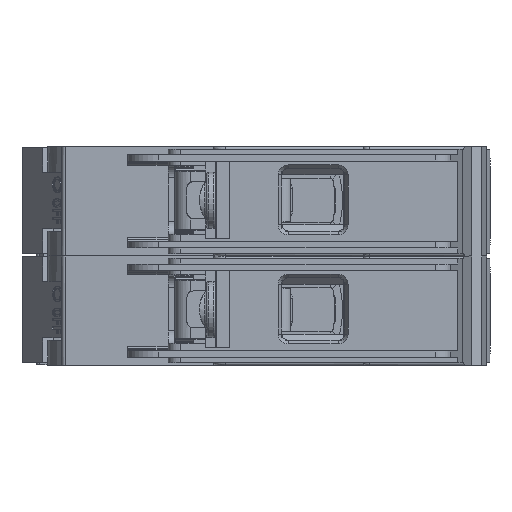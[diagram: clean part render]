
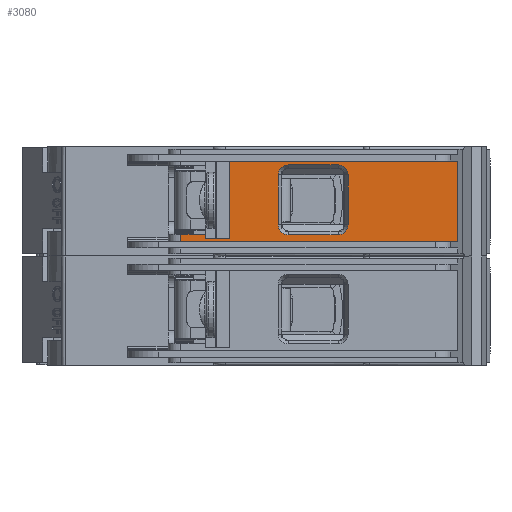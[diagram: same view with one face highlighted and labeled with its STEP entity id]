
A CAD part, left-side view. The second image highlights one B-rep face of the part: STEP entity #3080.
In plain terms, the highlighted planar face has unit normal (-1, 0, 0).
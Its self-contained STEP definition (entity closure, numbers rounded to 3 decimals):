
#672=FACE_BOUND('',#8965,.T.);
#673=FACE_BOUND('',#8966,.T.);
#3080=ADVANCED_FACE('',(#672,#673),#4903,.T.);
#4903=PLANE('',#42648);
#8965=EDGE_LOOP('',(#18089,#18090,#18091,#18092,#18093,#18094,#18095,#18096));
#8966=EDGE_LOOP('',(#18097,#18098,#18099,#18100,#18101,#18102,#18103,#18104));
#10845=CIRCLE('',#42632,1.577);
#10846=CIRCLE('',#42636,1.577);
#10847=CIRCLE('',#42638,1.577);
#10850=CIRCLE('',#42644,1.577);
#18089=ORIENTED_EDGE('',*,*,#27355,.F.);
#18090=ORIENTED_EDGE('',*,*,#30048,.F.);
#18091=ORIENTED_EDGE('',*,*,#30103,.T.);
#18092=ORIENTED_EDGE('',*,*,#30084,.F.);
#18093=ORIENTED_EDGE('',*,*,#30066,.F.);
#18094=ORIENTED_EDGE('',*,*,#27383,.T.);
#18095=ORIENTED_EDGE('',*,*,#30164,.T.);
#18096=ORIENTED_EDGE('',*,*,#27362,.T.);
#18097=ORIENTED_EDGE('',*,*,#30181,.T.);
#18098=ORIENTED_EDGE('',*,*,#30186,.T.);
#18099=ORIENTED_EDGE('',*,*,#30182,.T.);
#18100=ORIENTED_EDGE('',*,*,#30176,.T.);
#18101=ORIENTED_EDGE('',*,*,#30171,.T.);
#18102=ORIENTED_EDGE('',*,*,#30167,.T.);
#18103=ORIENTED_EDGE('',*,*,#30170,.T.);
#18104=ORIENTED_EDGE('',*,*,#30175,.T.);
#23574=VERTEX_POINT('',#56669);
#23575=VERTEX_POINT('',#56671);
#23580=VERTEX_POINT('',#56684);
#23596=VERTEX_POINT('',#56722);
#23597=VERTEX_POINT('',#56724);
#25221=VERTEX_POINT('',#64154);
#25230=VERTEX_POINT('',#64190);
#25246=VERTEX_POINT('',#64230);
#25289=VERTEX_POINT('',#64390);
#25290=VERTEX_POINT('',#64392);
#25291=VERTEX_POINT('',#64397);
#25292=VERTEX_POINT('',#64401);
#25293=VERTEX_POINT('',#64406);
#25294=VERTEX_POINT('',#64410);
#25296=VERTEX_POINT('',#64417);
#25297=VERTEX_POINT('',#64421);
#27355=EDGE_CURVE('',#23574,#23575,#33048,.T.);
#27362=EDGE_CURVE('',#23580,#23575,#33055,.T.);
#27383=EDGE_CURVE('',#23597,#23596,#33076,.T.);
#30048=EDGE_CURVE('',#25221,#23574,#34939,.T.);
#30066=EDGE_CURVE('',#23597,#25230,#34954,.T.);
#30084=EDGE_CURVE('',#25230,#25246,#34968,.T.);
#30103=EDGE_CURVE('',#25221,#25246,#34980,.T.);
#30164=EDGE_CURVE('',#23596,#23580,#35023,.T.);
#30167=EDGE_CURVE('',#25289,#25290,#10845,.T.);
#30170=EDGE_CURVE('',#25290,#25291,#35028,.T.);
#30171=EDGE_CURVE('',#25292,#25289,#35029,.T.);
#30175=EDGE_CURVE('',#25291,#25293,#10846,.T.);
#30176=EDGE_CURVE('',#25294,#25292,#10847,.T.);
#30181=EDGE_CURVE('',#25293,#25296,#35036,.T.);
#30182=EDGE_CURVE('',#25297,#25294,#35037,.T.);
#30186=EDGE_CURVE('',#25296,#25297,#10850,.T.);
#33048=LINE('',#56670,#37042);
#33055=LINE('',#56683,#37049);
#33076=LINE('',#56723,#37070);
#34939=LINE('',#64155,#38941);
#34954=LINE('',#64189,#38956);
#34968=LINE('',#64229,#38970);
#34980=LINE('',#64265,#38982);
#35023=LINE('',#64377,#39025);
#35028=LINE('',#64398,#39030);
#35029=LINE('',#64400,#39031);
#35036=LINE('',#64418,#39038);
#35037=LINE('',#64420,#39039);
#37042=VECTOR('',#45011,1.);
#37049=VECTOR('',#45020,1.);
#37070=VECTOR('',#45045,1.);
#38941=VECTOR('',#50424,1.);
#38956=VECTOR('',#50461,1.);
#38970=VECTOR('',#50495,1.);
#38982=VECTOR('',#50527,1.);
#39025=VECTOR('',#50650,1.);
#39030=VECTOR('',#50681,1.);
#39031=VECTOR('',#50684,1.);
#39038=VECTOR('',#50703,1.);
#39039=VECTOR('',#50706,1.);
#42632=AXIS2_PLACEMENT_3D('',#64393,#50675,#50676);
#42636=AXIS2_PLACEMENT_3D('',#64407,#50690,#50691);
#42638=AXIS2_PLACEMENT_3D('',#64409,#50694,#50695);
#42644=AXIS2_PLACEMENT_3D('',#64427,#50713,#50714);
#42648=AXIS2_PLACEMENT_3D('',#64431,#50721,#50722);
#45011=DIRECTION('',(0.,0.,-1.));
#45020=DIRECTION('',(0.,1.,0.));
#45045=DIRECTION('',(0.,1.,0.));
#50424=DIRECTION('',(0.,-1.,0.));
#50461=DIRECTION('',(0.,0.,-1.));
#50495=DIRECTION('',(0.,1.,0.));
#50527=DIRECTION('',(0.,0.,-1.));
#50650=DIRECTION('',(0.,0.,-1.));
#50675=DIRECTION('',(1.,0.,0.));
#50676=DIRECTION('',(0.,0.,-1.));
#50681=DIRECTION('',(0.,0.,1.));
#50684=DIRECTION('',(0.,1.,0.));
#50690=DIRECTION('',(1.,0.,0.));
#50691=DIRECTION('',(0.,0.,-1.));
#50694=DIRECTION('',(1.,0.,0.));
#50695=DIRECTION('',(0.,0.,-1.));
#50703=DIRECTION('',(0.,-1.,0.));
#50706=DIRECTION('',(0.,0.,-1.));
#50713=DIRECTION('',(1.,0.,0.));
#50714=DIRECTION('',(0.,0.,-1.));
#50721=DIRECTION('',(-1.,0.,0.));
#50722=DIRECTION('',(0.,0.,1.));
#56669=CARTESIAN_POINT('',(-32.3,-16.8,-14.));
#56670=CARTESIAN_POINT('',(-32.3,-16.8,-2.3));
#56671=CARTESIAN_POINT('',(-32.3,-16.8,-14.7));
#56683=CARTESIAN_POINT('',(-32.3,-20.6,-14.7));
#56684=CARTESIAN_POINT('',(-32.3,-20.6,-14.7));
#56722=CARTESIAN_POINT('',(-32.3,-20.6,-2.3));
#56723=CARTESIAN_POINT('',(-32.3,-57.892,-2.3));
#56724=CARTESIAN_POINT('',(-32.3,-57.13,-2.3));
#64154=CARTESIAN_POINT('',(-32.3,-12.8,-14.));
#64155=CARTESIAN_POINT('',(-32.3,-16.8,-14.));
#64189=CARTESIAN_POINT('',(-32.3,-57.13,112.51));
#64190=CARTESIAN_POINT('',(-32.3,-57.13,-15.2));
#64229=CARTESIAN_POINT('',(-32.3,-57.892,-15.2));
#64230=CARTESIAN_POINT('',(-32.3,-12.8,-15.2));
#64265=CARTESIAN_POINT('',(-32.3,-12.8,-8.75));
#64377=CARTESIAN_POINT('',(-32.3,-20.6,-2.3));
#64390=CARTESIAN_POINT('',(-32.3,-30.,-14.077));
#64392=CARTESIAN_POINT('',(-32.3,-28.423,-12.5));
#64393=CARTESIAN_POINT('',(-32.3,-30.,-12.5));
#64397=CARTESIAN_POINT('',(-32.3,-28.423,-4.5));
#64398=CARTESIAN_POINT('',(-32.3,-28.423,-4.5));
#64400=CARTESIAN_POINT('',(-32.3,-30.,-14.077));
#64401=CARTESIAN_POINT('',(-32.3,-38.,-14.077));
#64406=CARTESIAN_POINT('',(-32.3,-30.,-2.923));
#64407=CARTESIAN_POINT('',(-32.3,-30.,-4.5));
#64409=CARTESIAN_POINT('',(-32.3,-38.,-12.5));
#64410=CARTESIAN_POINT('',(-32.3,-39.577,-12.5));
#64417=CARTESIAN_POINT('',(-32.3,-38.,-2.923));
#64418=CARTESIAN_POINT('',(-32.3,-38.,-2.923));
#64420=CARTESIAN_POINT('',(-32.3,-39.577,-12.5));
#64421=CARTESIAN_POINT('',(-32.3,-39.577,-4.5));
#64427=CARTESIAN_POINT('',(-32.3,-38.,-4.5));
#64431=CARTESIAN_POINT('',(-32.3,-53.7,-13.));
